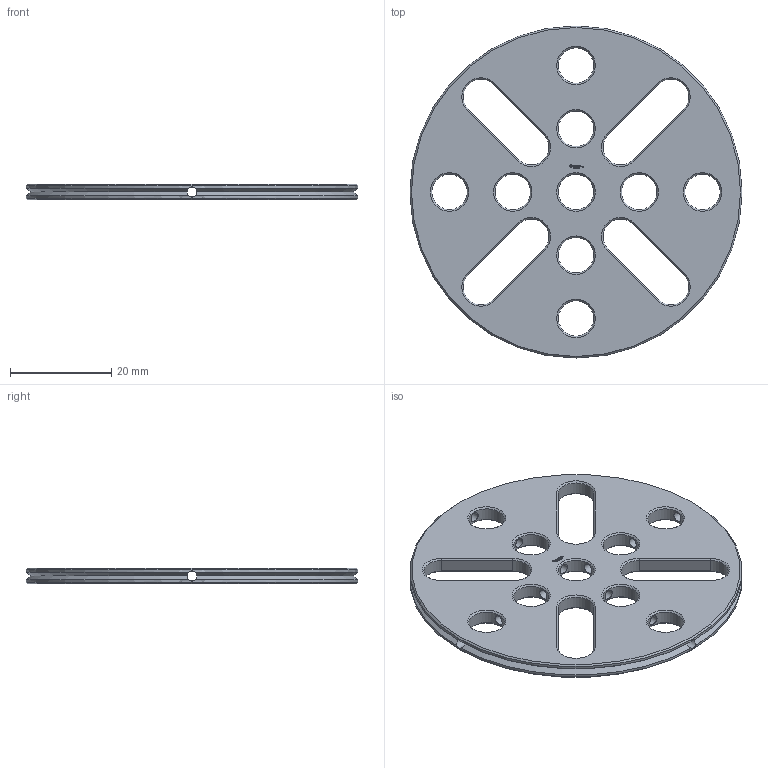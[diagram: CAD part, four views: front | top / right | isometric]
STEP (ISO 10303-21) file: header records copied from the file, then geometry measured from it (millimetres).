
FILE_DESCRIPTION(('FreeCAD Model'),'2;1');
FILE_NAME('Open CASCADE Shape Model','2023-11-14T16:25:53',(''),(''), 'Open CASCADE STEP processor 7.6','FreeCAD','Unknown');
FILE_SCHEMA(('AUTOMOTIVE_DESIGN { 1 0 10303 214 1 1 1 1 }'));
Length unit declared in the file: millimetre
Products named in the file (1): Washer FRE OCT BU05.25x00.25 - SPN-WSR-0055 (stemfie.org)
Bounding box: 65.62 x 65.62 x 3.12 mm (x, y, z)
Volume: 7376.6 mm3; surface area: 7157.1 mm2
Topology: 1 solids, 1 shells, 596 faces, 1676 edges, 1100 vertices
Faces by surface type: plane 335, extrusion 186, cone 44, cylinder 31
Full cylindrical faces by diameter (mm): 2 x12, 7 x9, 65.625 x2
Entity records: 45028 total; most frequent: CARTESIAN_POINT 13010, DIRECTION 5139, VECTOR 4146, LINE 3960, ORIENTED_EDGE 3352, PCURVE 3352, DEFINITIONAL_REPRESENTATION 3352, EDGE_CURVE 1676
